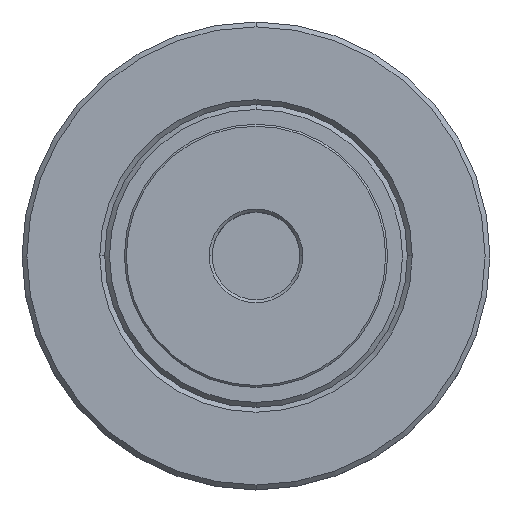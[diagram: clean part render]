
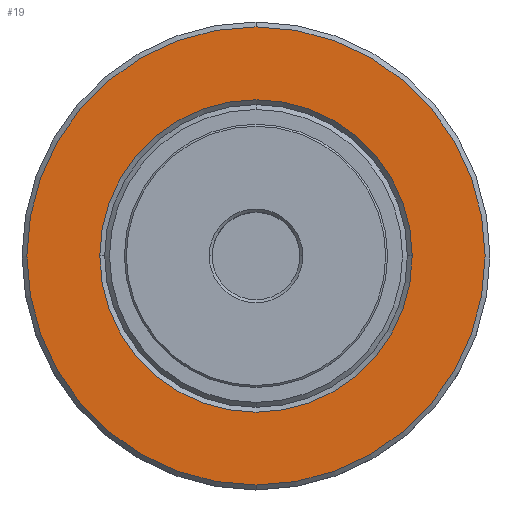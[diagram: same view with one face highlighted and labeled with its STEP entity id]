
A CAD part, top view. The second image highlights one B-rep face of the part: STEP entity #19.
In plain terms, the highlighted planar face has unit normal (0, 0, 1).
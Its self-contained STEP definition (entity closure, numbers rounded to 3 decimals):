
#19 = ADVANCED_FACE ( 'NONE', ( #1107, #1920 ), #830, .T. ) ;
#40 = CIRCLE ( 'NONE', #1694, 16.025 ) ;
#46 = DIRECTION ( 'NONE',  ( 0., 0., -1. ) ) ;
#67 = VERTEX_POINT ( 'NONE', #400 ) ;
#125 = CIRCLE ( 'NONE', #1824, 16.025 ) ;
#135 = ORIENTED_EDGE ( 'NONE', *, *, #237, .T. ) ;
#178 = CARTESIAN_POINT ( 'NONE',  ( -23.782, -23.782, 12.438 ) ) ;
#237 = EDGE_CURVE ( 'NONE', #380, #67, #519, .T. ) ;
#238 = ORIENTED_EDGE ( 'NONE', *, *, #1051, .T. ) ;
#275 = ORIENTED_EDGE ( 'NONE', *, *, #1252, .T. ) ;
#320 = CARTESIAN_POINT ( 'NONE',  ( 0., 0., 12.438 ) ) ;
#380 = VERTEX_POINT ( 'NONE', #1878 ) ;
#400 = CARTESIAN_POINT ( 'NONE',  ( 0., 23.5, 12.438 ) ) ;
#519 = CIRCLE ( 'NONE', #916, 23.5 ) ;
#538 = DIRECTION ( 'NONE',  ( 1., 0., 0. ) ) ;
#543 = EDGE_LOOP ( 'NONE', ( #275, #135 ) ) ;
#548 = EDGE_CURVE ( 'NONE', #669, #616, #40, .T. ) ;
#616 = VERTEX_POINT ( 'NONE', #1738 ) ;
#650 = CIRCLE ( 'NONE', #1886, 23.5 ) ;
#661 = CARTESIAN_POINT ( 'NONE',  ( 0., 0., 12.438 ) ) ;
#669 = VERTEX_POINT ( 'NONE', #1142 ) ;
#804 = EDGE_LOOP ( 'NONE', ( #238, #1928 ) ) ;
#811 = DIRECTION ( 'NONE',  ( 0., 0., 1. ) ) ;
#830 = PLANE ( 'NONE',  #1045 ) ;
#916 = AXIS2_PLACEMENT_3D ( 'NONE', #661, #811, #1102 ) ;
#951 = CARTESIAN_POINT ( 'NONE',  ( 0., 0., 12.438 ) ) ;
#1040 = DIRECTION ( 'NONE',  ( 0., 1., 0. ) ) ;
#1045 = AXIS2_PLACEMENT_3D ( 'NONE', #178, #1383, #538 ) ;
#1051 = EDGE_CURVE ( 'NONE', #616, #669, #125, .T. ) ;
#1102 = DIRECTION ( 'NONE',  ( 0., 1., 0. ) ) ;
#1107 = FACE_BOUND ( 'NONE', #804, .T. ) ;
#1142 = CARTESIAN_POINT ( 'NONE',  ( -16.025, 0., 12.438 ) ) ;
#1252 = EDGE_CURVE ( 'NONE', #67, #380, #650, .T. ) ;
#1255 = DIRECTION ( 'NONE',  ( 1., 0., 0. ) ) ;
#1334 = DIRECTION ( 'NONE',  ( 0., 0., -1. ) ) ;
#1359 = CARTESIAN_POINT ( 'NONE',  ( 0., 0., 12.438 ) ) ;
#1383 = DIRECTION ( 'NONE',  ( 0., 0., 1. ) ) ;
#1539 = DIRECTION ( 'NONE',  ( 1., 0., 0. ) ) ;
#1661 = DIRECTION ( 'NONE',  ( 0., 0., 1. ) ) ;
#1694 = AXIS2_PLACEMENT_3D ( 'NONE', #320, #1334, #1539 ) ;
#1738 = CARTESIAN_POINT ( 'NONE',  ( 16.025, 0., 12.438 ) ) ;
#1824 = AXIS2_PLACEMENT_3D ( 'NONE', #951, #46, #1255 ) ;
#1878 = CARTESIAN_POINT ( 'NONE',  ( 0., -23.5, 12.438 ) ) ;
#1886 = AXIS2_PLACEMENT_3D ( 'NONE', #1359, #1661, #1040 ) ;
#1920 = FACE_OUTER_BOUND ( 'NONE', #543, .T. ) ;
#1928 = ORIENTED_EDGE ( 'NONE', *, *, #548, .T. ) ;
